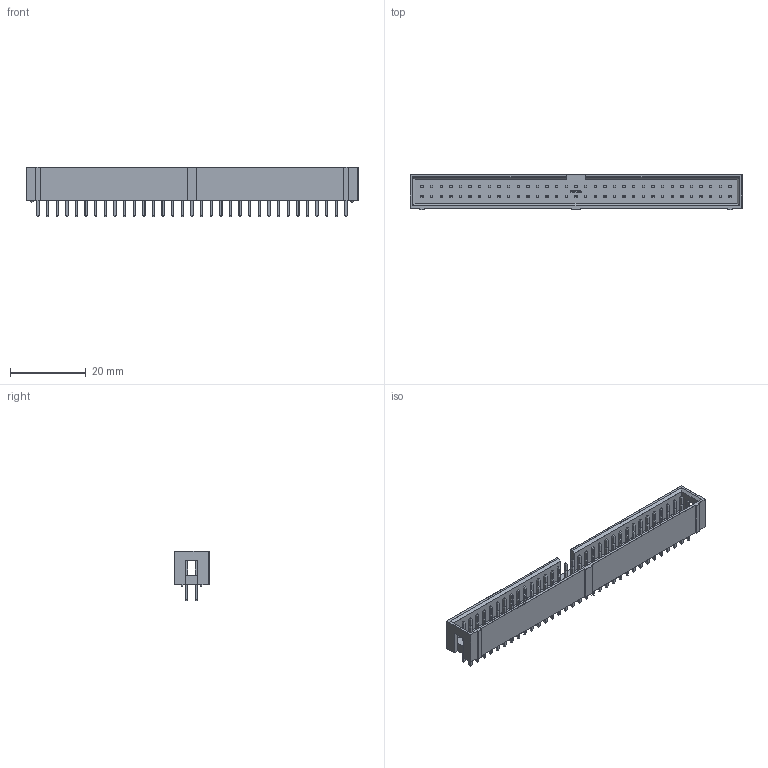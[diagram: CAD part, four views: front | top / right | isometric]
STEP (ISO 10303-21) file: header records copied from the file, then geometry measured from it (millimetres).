
FILE_DESCRIPTION(/* description */ (''),/* implementation_level */ '2;1');
FILE_NAME(/* name */ '66-Pin Shrouded Header (IDC) Straight.stp',/* time_stamp */ '2019-09-23T17:59:21+02:00',/* author */ ('Bernd das Brot'),/* organization */ (''),/* preprocessor_version */ 'ST-DEVELOPER v17.2',/* originating_system */ 'Autodesk Inventor 2019',/* authorisation */ '');
FILE_SCHEMA (('AUTOMOTIVE_DESIGN { 1 0 10303 214 3 1 1 }','TECHNICAL_DATA_PACKAGING'));
Length unit declared in the file: millimetre
Products named in the file (3): 66-Pin Shrouded Header (IDC) Straight; Straight Contact; 66-Pin Shrouded Header Body
Assembly tree (67 placements, depth 2):
  66-Pin Shrouded Header (IDC) Straight
    Straight Contact  x66
    66-Pin Shrouded Header Body
Bounding box: 87.63 x 9.37 x 13.17 mm (x, y, z)
Volume: 3647.8 mm3; surface area: 6810.7 mm2
Topology: 67 solids, 67 shells, 1822 faces, 4836 edges, 3157 vertices
Faces by surface type: plane 1294, cylinder 384, bspline 80, sphere 41, torus 23
Entity records: 21389 total; most frequent: CARTESIAN_POINT 4851, ORIENTED_EDGE 3424, DIRECTION 3131, EDGE_CURVE 1712, LINE 1289, VECTOR 1289, VERTEX_POINT 1077, AXIS2_PLACEMENT_3D 921
